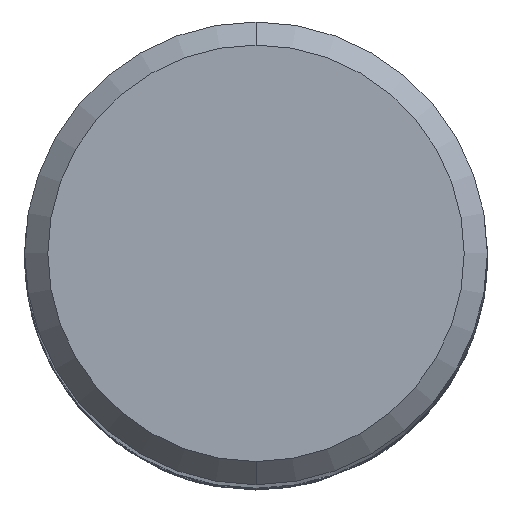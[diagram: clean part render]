
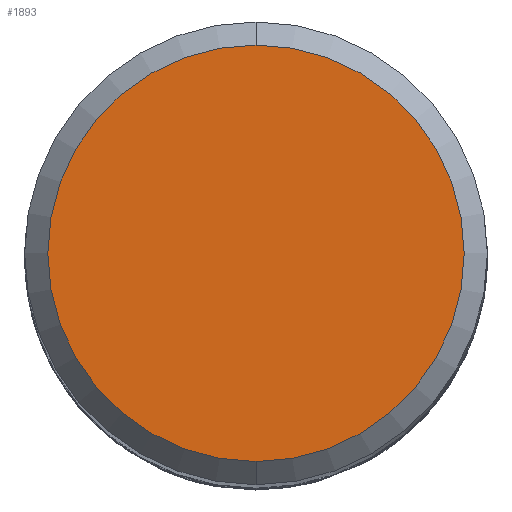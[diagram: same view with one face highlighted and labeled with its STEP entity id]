
A CAD part, top view. The second image highlights one B-rep face of the part: STEP entity #1893.
In plain terms, the highlighted planar face has unit normal (0, 0, 1).
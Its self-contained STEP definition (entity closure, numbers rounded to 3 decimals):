
#1727=VERTEX_POINT('',#4148);
#1893=ADVANCED_FACE('',(#4326),#4327,.T.);
#2189=VERTEX_POINT('',#4641);
#2225=EDGE_CURVE('',#2189,#1727,#4677,.T.);
#3407=EDGE_CURVE('',#1727,#2189,#5974,.T.);
#4148=CARTESIAN_POINT('',(0.,-5.4,0.0));
#4326=FACE_OUTER_BOUND('',#13985,.T.);
#4327=PLANE('',#13986);
#4641=CARTESIAN_POINT('',(0.0,5.4,0.0));
#4677=CIRCLE('',#17273,5.4);
#5974=CIRCLE('',#29273,5.4);
#13985=EDGE_LOOP('',(#31400,#31401));
#13986=AXIS2_PLACEMENT_3D('',#31402,#31403,#31404);
#17273=AXIS2_PLACEMENT_3D('',#31673,#31674,#31675);
#29273=AXIS2_PLACEMENT_3D('',#33185,#33186,#33187);
#31400=ORIENTED_EDGE('',*,*,#2225,.F.);
#31401=ORIENTED_EDGE('',*,*,#3407,.F.);
#31402=CARTESIAN_POINT('',(0.0,2.7,0.0));
#31403=DIRECTION('',(-0.0,0.0,1.0));
#31404=DIRECTION('',(0.0,-1.0,0.0));
#31673=CARTESIAN_POINT('',(0.0,0.0,0.0));
#31674=DIRECTION('',(0.0,0.0,-1.0));
#31675=DIRECTION('',(0.0,1.0,0.0));
#33185=CARTESIAN_POINT('',(0.0,0.0,0.0));
#33186=DIRECTION('',(0.0,0.0,-1.0));
#33187=DIRECTION('',(0.0,1.0,0.0));
